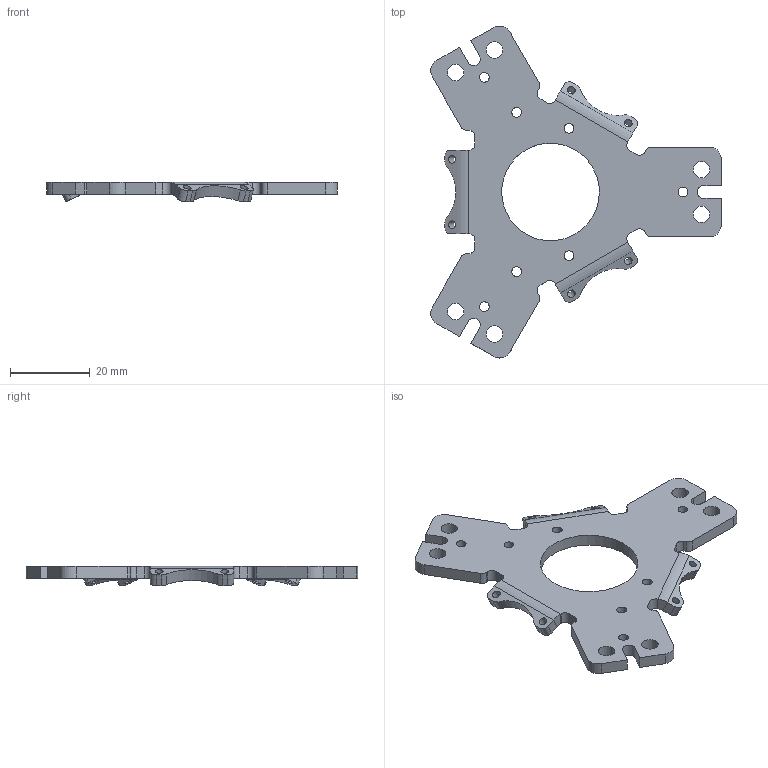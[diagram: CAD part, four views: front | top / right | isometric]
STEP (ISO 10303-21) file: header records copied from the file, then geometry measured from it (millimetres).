
FILE_DESCRIPTION(/* description */ (''),/* implementation_level */ '2;1');
FILE_NAME(/* name */ 'K8800-EP.stp',/* time_stamp */ '2017-11-30T09:50:03+01:00',/* author */ ('jange'),/* organization */ (''),/* preprocessor_version */ 'ST-DEVELOPER v17',/* originating_system */ 'Autodesk Inventor 2018',/* authorisation */ '');
FILE_SCHEMA (('AUTOMOTIVE_DESIGN { 1 0 10303 214 3 1 1 }'));
Length unit declared in the file: millimetre
Products named in the file (1): NOZZLE CRADLE
Bounding box: 72.98 x 83.34 x 4.83 mm (x, y, z)
Volume: 7562.3 mm3; surface area: 6829 mm2
Topology: 1 solids, 1 shells, 130 faces, 375 edges, 247 vertices
Faces by surface type: cylinder 68, plane 62
Full cylindrical faces by diameter (mm): 2 x6, 2.459 x7, 4.134 x6, 24.5 x1
Entity records: 4437 total; most frequent: DIRECTION 788, CARTESIAN_POINT 753, ORIENTED_EDGE 750, EDGE_CURVE 375, AXIS2_PLACEMENT_3D 282, VERTEX_POINT 247, LINE 224, VECTOR 224
